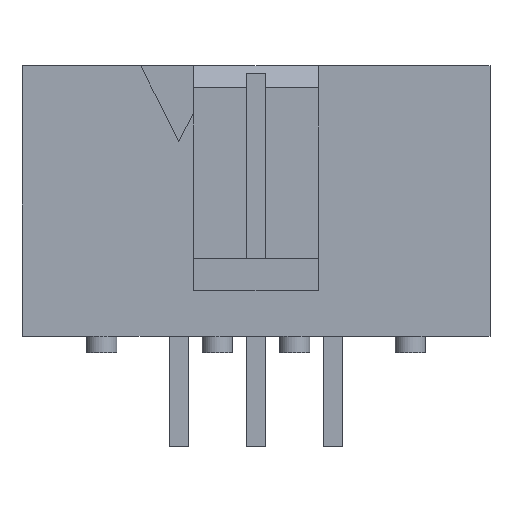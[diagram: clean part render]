
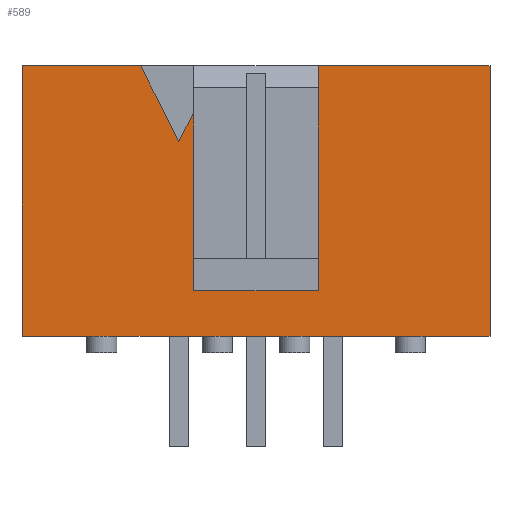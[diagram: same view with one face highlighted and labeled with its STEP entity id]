
A CAD part, front view. The second image highlights one B-rep face of the part: STEP entity #589.
In plain terms, the highlighted planar face has unit normal (0, -1, 0).
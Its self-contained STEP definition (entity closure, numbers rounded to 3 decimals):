
#589=ADVANCED_FACE('',(#833),#711,.T.);
#711=PLANE('',#2926);
#833=FACE_OUTER_BOUND('',#965,.T.);
#965=EDGE_LOOP('',(#1426,#1427,#1428,#1429,#1430,#1431,#1432,#1433,#1434,
#1435));
#1426=ORIENTED_EDGE('',*,*,#2130,.T.);
#1427=ORIENTED_EDGE('',*,*,#2126,.T.);
#1428=ORIENTED_EDGE('',*,*,#2132,.T.);
#1429=ORIENTED_EDGE('',*,*,#2133,.F.);
#1430=ORIENTED_EDGE('',*,*,#2134,.T.);
#1431=ORIENTED_EDGE('',*,*,#2123,.T.);
#1432=ORIENTED_EDGE('',*,*,#2135,.T.);
#1433=ORIENTED_EDGE('',*,*,#2064,.T.);
#1434=ORIENTED_EDGE('',*,*,#2057,.T.);
#1435=ORIENTED_EDGE('',*,*,#2136,.T.);
#1783=VERTEX_POINT('',#3948);
#1784=VERTEX_POINT('',#3949);
#1790=VERTEX_POINT('',#3963);
#1830=VERTEX_POINT('',#4079);
#1831=VERTEX_POINT('',#4081);
#1832=VERTEX_POINT('',#4085);
#1834=VERTEX_POINT('',#4088);
#1837=VERTEX_POINT('',#4096);
#1838=VERTEX_POINT('',#4100);
#1839=VERTEX_POINT('',#4102);
#2057=EDGE_CURVE('',#1783,#1784,#2367,.T.);
#2064=EDGE_CURVE('',#1790,#1783,#2374,.T.);
#2123=EDGE_CURVE('',#1831,#1830,#2433,.T.);
#2126=EDGE_CURVE('',#1834,#1832,#2436,.T.);
#2130=EDGE_CURVE('',#1837,#1834,#2440,.T.);
#2132=EDGE_CURVE('',#1832,#1838,#2442,.T.);
#2133=EDGE_CURVE('',#1839,#1838,#2443,.T.);
#2134=EDGE_CURVE('',#1839,#1831,#2444,.T.);
#2135=EDGE_CURVE('',#1830,#1790,#2445,.T.);
#2136=EDGE_CURVE('',#1784,#1837,#2446,.T.);
#2367=LINE('',#3947,#2677);
#2374=LINE('',#3962,#2684);
#2433=LINE('',#4080,#2743);
#2436=LINE('',#4087,#2746);
#2440=LINE('',#4095,#2750);
#2442=LINE('',#4099,#2752);
#2443=LINE('',#4101,#2753);
#2444=LINE('',#4103,#2754);
#2445=LINE('',#4104,#2755);
#2446=LINE('',#4105,#2756);
#2677=VECTOR('',#3318,1.);
#2684=VECTOR('',#3327,1.);
#2743=VECTOR('',#3422,1.);
#2746=VECTOR('',#3427,1.);
#2750=VECTOR('',#3433,1.);
#2752=VECTOR('',#3437,1.);
#2753=VECTOR('',#3438,1.);
#2754=VECTOR('',#3439,1.);
#2755=VECTOR('',#3440,1.);
#2756=VECTOR('',#3441,1.);
#2926=AXIS2_PLACEMENT_3D('',#4106,#3442,#3443);
#3318=DIRECTION('',(-1.,0.,0.));
#3327=DIRECTION('',(0.,0.,-1.));
#3422=DIRECTION('',(0.,0.,1.));
#3427=DIRECTION('',(-0.447,0.,0.894));
#3433=DIRECTION('',(-0.447,0.,-0.894));
#3437=DIRECTION('',(-1.,0.,0.));
#3438=DIRECTION('',(0.,0.,1.));
#3439=DIRECTION('',(1.,0.,0.));
#3440=DIRECTION('',(-1.,0.,0.));
#3441=DIRECTION('',(0.,0.,1.));
#3442=DIRECTION('',(0.,-1.,0.));
#3443=DIRECTION('',(1.,0.,0.));
#3947=CARTESIAN_POINT('',(2.05,-4.45,-7.4));
#3948=CARTESIAN_POINT('',(2.05,-4.45,-7.4));
#3949=CARTESIAN_POINT('',(-2.05,-4.45,-7.4));
#3962=CARTESIAN_POINT('',(2.05,-4.45,0.));
#3963=CARTESIAN_POINT('',(2.05,-4.45,0.));
#4079=CARTESIAN_POINT('',(7.7,-4.45,0.));
#4080=CARTESIAN_POINT('',(7.7,-4.45,-8.9));
#4081=CARTESIAN_POINT('',(7.7,-4.45,-8.9));
#4085=CARTESIAN_POINT('',(-3.79,-4.45,0.));
#4087=CARTESIAN_POINT('',(-2.54,-4.45,-2.5));
#4088=CARTESIAN_POINT('',(-2.54,-4.45,-2.5));
#4095=CARTESIAN_POINT('',(-2.05,-4.45,-1.52));
#4096=CARTESIAN_POINT('',(-2.05,-4.45,-1.52));
#4099=CARTESIAN_POINT('',(-3.79,-4.45,0.));
#4100=CARTESIAN_POINT('',(-7.7,-4.45,0.));
#4101=CARTESIAN_POINT('',(-7.7,-4.45,-8.9));
#4102=CARTESIAN_POINT('',(-7.7,-4.45,-8.9));
#4103=CARTESIAN_POINT('',(-7.62,-4.45,-8.9));
#4104=CARTESIAN_POINT('',(7.62,-4.45,0.));
#4105=CARTESIAN_POINT('',(-2.05,-4.45,-7.4));
#4106=CARTESIAN_POINT('',(-7.62,-4.45,-8.9));
